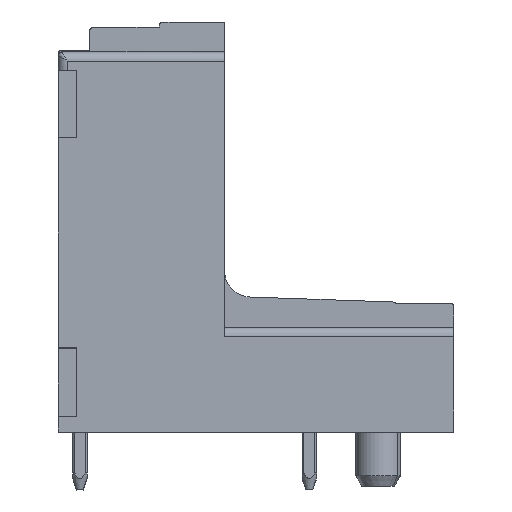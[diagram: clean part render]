
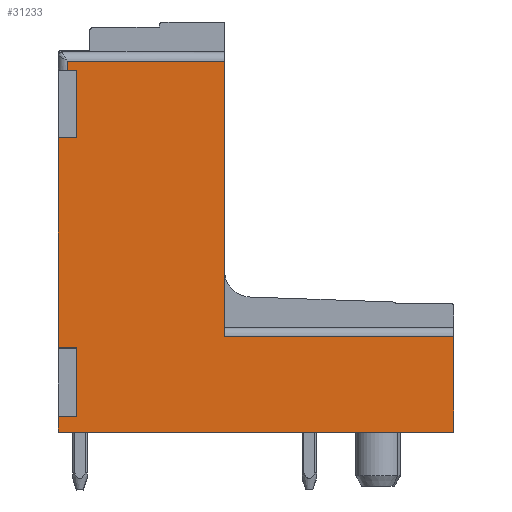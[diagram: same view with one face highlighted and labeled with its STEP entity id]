
A CAD part, left-side view. The second image highlights one B-rep face of the part: STEP entity #31233.
In plain terms, the highlighted planar face has unit normal (-1, 0, 0).
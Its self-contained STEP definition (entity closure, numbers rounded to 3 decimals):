
#31215=AXIS2_PLACEMENT_3D('Plane Axis2P3D',#31212,#31213,#31214) ;
#150=CARTESIAN_POINT('Vertex',(0.,21.9,3.2)) ;
#810=CARTESIAN_POINT('Vertex',(0.,0.,3.2)) ;
#813=CARTESIAN_POINT('Line Origine',(0.,10.95,3.2)) ;
#1168=CARTESIAN_POINT('Line Origine',(0.,21.9,3.635)) ;
#1172=CARTESIAN_POINT('Vertex',(0.,21.9,4.07)) ;
#1242=CARTESIAN_POINT('Vertex',(0.,21.9,7.89)) ;
#1245=CARTESIAN_POINT('Line Origine',(0.,21.9,13.695)) ;
#1249=CARTESIAN_POINT('Vertex',(0.,21.9,19.5)) ;
#2356=CARTESIAN_POINT('Vertex',(0.,12.7,23.74)) ;
#2359=CARTESIAN_POINT('Line Origine',(0.,12.7,16.12)) ;
#2363=CARTESIAN_POINT('Vertex',(0.,12.7,8.5)) ;
#4228=CARTESIAN_POINT('Vertex',(0.,0.,8.5)) ;
#4231=CARTESIAN_POINT('Line Origine',(0.,0.,5.85)) ;
#14182=CARTESIAN_POINT('Vertex',(0.,21.4,23.74)) ;
#24912=CARTESIAN_POINT('Line Origine',(0.,21.4,13.72)) ;
#24916=CARTESIAN_POINT('Vertex',(0.,21.4,23.24)) ;
#24936=CARTESIAN_POINT('Line Origine',(0.,10.95,23.74)) ;
#24948=CARTESIAN_POINT('Line Origine',(0.,21.4,4.07)) ;
#24952=CARTESIAN_POINT('Vertex',(0.,20.9,4.07)) ;
#24970=CARTESIAN_POINT('Line Origine',(0.,20.9,5.98)) ;
#24974=CARTESIAN_POINT('Vertex',(0.,20.9,7.89)) ;
#24989=CARTESIAN_POINT('Line Origine',(0.,21.4,7.89)) ;
#25001=CARTESIAN_POINT('Line Origine',(0.,21.4,19.5)) ;
#25005=CARTESIAN_POINT('Vertex',(0.,20.9,19.5)) ;
#25023=CARTESIAN_POINT('Line Origine',(0.,20.9,21.37)) ;
#25027=CARTESIAN_POINT('Vertex',(0.,20.9,23.24)) ;
#25042=CARTESIAN_POINT('Line Origine',(0.,21.15,23.24)) ;
#30698=CARTESIAN_POINT('Line Origine',(0.,10.95,8.5)) ;
#31212=CARTESIAN_POINT('Axis2P3D Location',(0.,0.,0.)) ;
#814=DIRECTION('Vector Direction',(0.,1.,0.)) ;
#1169=DIRECTION('Vector Direction',(0.,0.,1.)) ;
#1246=DIRECTION('Vector Direction',(0.,0.,1.)) ;
#2360=DIRECTION('Vector Direction',(0.,0.,-1.)) ;
#4232=DIRECTION('Vector Direction',(0.,0.,-1.)) ;
#24913=DIRECTION('Vector Direction',(0.,0.,-1.)) ;
#24937=DIRECTION('Vector Direction',(0.,-1.,0.)) ;
#24949=DIRECTION('Vector Direction',(0.,-1.,0.)) ;
#24971=DIRECTION('Vector Direction',(0.,0.,-1.)) ;
#24990=DIRECTION('Vector Direction',(0.,1.,0.)) ;
#25002=DIRECTION('Vector Direction',(0.,-1.,0.)) ;
#25024=DIRECTION('Vector Direction',(0.,0.,-1.)) ;
#25043=DIRECTION('Vector Direction',(0.,1.,0.)) ;
#30699=DIRECTION('Vector Direction',(0.,-1.,0.)) ;
#31213=DIRECTION('Axis2P3D Direction',(-1.,0.,0.)) ;
#31214=DIRECTION('Axis2P3D XDirection',(0.,-1.,0.)) ;
#815=VECTOR('Line Direction',#814,1.) ;
#1170=VECTOR('Line Direction',#1169,1.) ;
#1247=VECTOR('Line Direction',#1246,1.) ;
#2361=VECTOR('Line Direction',#2360,1.) ;
#4233=VECTOR('Line Direction',#4232,1.) ;
#24914=VECTOR('Line Direction',#24913,1.) ;
#24938=VECTOR('Line Direction',#24937,1.) ;
#24950=VECTOR('Line Direction',#24949,1.) ;
#24972=VECTOR('Line Direction',#24971,1.) ;
#24991=VECTOR('Line Direction',#24990,1.) ;
#25003=VECTOR('Line Direction',#25002,1.) ;
#25025=VECTOR('Line Direction',#25024,1.) ;
#25044=VECTOR('Line Direction',#25043,1.) ;
#30700=VECTOR('Line Direction',#30699,1.) ;
#31218=ORIENTED_EDGE('',*,*,#25046,.T.) ;
#31219=ORIENTED_EDGE('',*,*,#25029,.T.) ;
#31220=ORIENTED_EDGE('',*,*,#25007,.T.) ;
#31221=ORIENTED_EDGE('',*,*,#1251,.T.) ;
#31222=ORIENTED_EDGE('',*,*,#24993,.T.) ;
#31223=ORIENTED_EDGE('',*,*,#24976,.T.) ;
#31224=ORIENTED_EDGE('',*,*,#24954,.T.) ;
#31225=ORIENTED_EDGE('',*,*,#1174,.T.) ;
#31226=ORIENTED_EDGE('',*,*,#817,.T.) ;
#31227=ORIENTED_EDGE('',*,*,#4235,.T.) ;
#31228=ORIENTED_EDGE('',*,*,#30702,.T.) ;
#31229=ORIENTED_EDGE('',*,*,#2365,.F.) ;
#31230=ORIENTED_EDGE('',*,*,#24940,.T.) ;
#31231=ORIENTED_EDGE('',*,*,#24918,.T.) ;
#31233=ADVANCED_FACE('HOUSING',(#31232),#31216,.T.) ;
#817=EDGE_CURVE('',#151,#811,#816,.F.) ;
#1174=EDGE_CURVE('',#1173,#151,#1171,.F.) ;
#1251=EDGE_CURVE('',#1250,#1243,#1248,.F.) ;
#2365=EDGE_CURVE('',#2357,#2364,#2362,.T.) ;
#4235=EDGE_CURVE('',#811,#4229,#4234,.F.) ;
#24918=EDGE_CURVE('',#14183,#24917,#24915,.T.) ;
#24940=EDGE_CURVE('',#2357,#14183,#24939,.F.) ;
#24954=EDGE_CURVE('',#24953,#1173,#24951,.F.) ;
#24976=EDGE_CURVE('',#24975,#24953,#24973,.T.) ;
#24993=EDGE_CURVE('',#1243,#24975,#24992,.F.) ;
#25007=EDGE_CURVE('',#25006,#1250,#25004,.F.) ;
#25029=EDGE_CURVE('',#25028,#25006,#25026,.T.) ;
#25046=EDGE_CURVE('',#24917,#25028,#25045,.F.) ;
#30702=EDGE_CURVE('',#4229,#2364,#30701,.F.) ;
#31217=EDGE_LOOP('',(#31218,#31219,#31220,#31221,#31222,#31223,#31224,#31225,#31226,#31227,#31228,#31229,#31230,#31231)) ;
#31232=FACE_OUTER_BOUND('',#31217,.T.) ;
#816=LINE('Line',#813,#815) ;
#1171=LINE('Line',#1168,#1170) ;
#1248=LINE('Line',#1245,#1247) ;
#2362=LINE('Line',#2359,#2361) ;
#4234=LINE('Line',#4231,#4233) ;
#24915=LINE('Line',#24912,#24914) ;
#24939=LINE('Line',#24936,#24938) ;
#24951=LINE('Line',#24948,#24950) ;
#24973=LINE('Line',#24970,#24972) ;
#24992=LINE('Line',#24989,#24991) ;
#25004=LINE('Line',#25001,#25003) ;
#25026=LINE('Line',#25023,#25025) ;
#25045=LINE('Line',#25042,#25044) ;
#30701=LINE('Line',#30698,#30700) ;
#31216=PLANE('',#31215) ;
#151=VERTEX_POINT('',#150) ;
#811=VERTEX_POINT('',#810) ;
#1173=VERTEX_POINT('',#1172) ;
#1243=VERTEX_POINT('',#1242) ;
#1250=VERTEX_POINT('',#1249) ;
#2357=VERTEX_POINT('',#2356) ;
#2364=VERTEX_POINT('',#2363) ;
#4229=VERTEX_POINT('',#4228) ;
#14183=VERTEX_POINT('',#14182) ;
#24917=VERTEX_POINT('',#24916) ;
#24953=VERTEX_POINT('',#24952) ;
#24975=VERTEX_POINT('',#24974) ;
#25006=VERTEX_POINT('',#25005) ;
#25028=VERTEX_POINT('',#25027) ;
